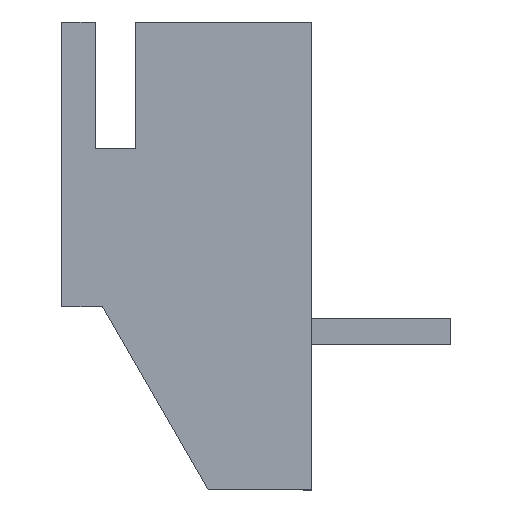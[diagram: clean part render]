
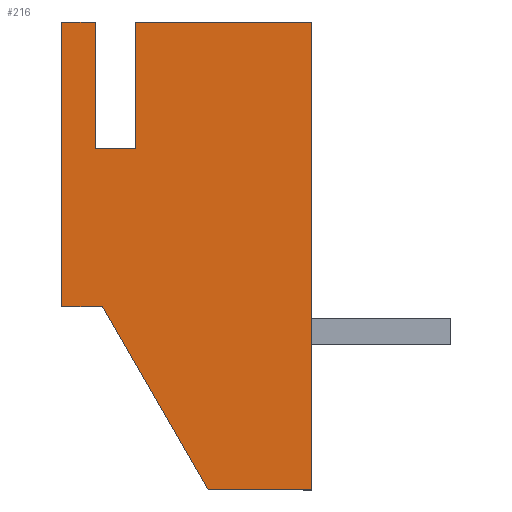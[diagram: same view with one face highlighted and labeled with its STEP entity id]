
A CAD part, left-side view. The second image highlights one B-rep face of the part: STEP entity #216.
In plain terms, the highlighted planar face has unit normal (-1, 0, 0).
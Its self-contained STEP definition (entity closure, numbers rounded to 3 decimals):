
#42 = EDGE_CURVE ( 'NONE', #2603, #93, #1403, .T. ) ;
#93 = VERTEX_POINT ( 'NONE', #1450 ) ;
#116 = EDGE_CURVE ( 'NONE', #2175, #137, #1477, .T. ) ;
#135 = EDGE_CURVE ( 'NONE', #137, #172, #1515, .T. ) ;
#137 = VERTEX_POINT ( 'NONE', #1570 ) ;
#157 = EDGE_CURVE ( 'NONE', #172, #2603, #1606, .T. ) ;
#162 = VERTEX_POINT ( 'NONE', #1596 ) ;
#168 = EDGE_LOOP ( 'NONE', ( #211, #202, #196, #207, #169, #175, #198, #195, #199, #208 ) ) ;
#169 = ORIENTED_EDGE ( 'NONE', *, *, #157, .T. ) ;
#172 = VERTEX_POINT ( 'NONE', #1588 ) ;
#175 = ORIENTED_EDGE ( 'NONE', *, *, #42, .T. ) ;
#183 = VERTEX_POINT ( 'NONE', #1634 ) ;
#195 = ORIENTED_EDGE ( 'NONE', *, *, #2240, .T. ) ;
#196 = ORIENTED_EDGE ( 'NONE', *, *, #116, .T. ) ;
#198 = ORIENTED_EDGE ( 'NONE', *, *, #2150, .T. ) ;
#199 = ORIENTED_EDGE ( 'NONE', *, *, #200, .T. ) ;
#200 = EDGE_CURVE ( 'NONE', #5767, #183, #1671, .T. ) ;
#201 = EDGE_CURVE ( 'NONE', #162, #2139, #1667, .T. ) ;
#202 = ORIENTED_EDGE ( 'NONE', *, *, #2176, .T. ) ;
#207 = ORIENTED_EDGE ( 'NONE', *, *, #135, .T. ) ;
#208 = ORIENTED_EDGE ( 'NONE', *, *, #209, .T. ) ;
#209 = EDGE_CURVE ( 'NONE', #183, #162, #1663, .T. ) ;
#211 = ORIENTED_EDGE ( 'NONE', *, *, #201, .T. ) ;
#216 = ADVANCED_FACE ( 'NONE', ( #1653 ), #1652, .F. ) ;
#1400 = DIRECTION ( 'NONE',  ( 0., 1., 0. ) ) ;
#1401 = VECTOR ( 'NONE', #1400, 1000. ) ;
#1402 = CARTESIAN_POINT ( 'NONE',  ( -12.45, 6.15, 5.75 ) ) ;
#1403 = LINE ( 'NONE', #1402, #1401 ) ;
#1450 = CARTESIAN_POINT ( 'NONE',  ( -12.45, 6.15, 5.75 ) ) ;
#1477 = LINE ( 'NONE', #1541, #1540 ) ;
#1512 = DIRECTION ( 'NONE',  ( 0., 1., 0. ) ) ;
#1513 = VECTOR ( 'NONE', #1512, 1000. ) ;
#1514 = CARTESIAN_POINT ( 'NONE',  ( -12.45, 5.325, 2.65 ) ) ;
#1515 = LINE ( 'NONE', #1514, #1513 ) ;
#1539 = DIRECTION ( 'NONE',  ( 0., 0., -1. ) ) ;
#1540 = VECTOR ( 'NONE', #1539, 1000. ) ;
#1541 = CARTESIAN_POINT ( 'NONE',  ( -12.45, 4.325, 2.65 ) ) ;
#1570 = CARTESIAN_POINT ( 'NONE',  ( -12.45, 4.325, 2.65 ) ) ;
#1588 = CARTESIAN_POINT ( 'NONE',  ( -12.45, 5.325, 2.65 ) ) ;
#1596 = CARTESIAN_POINT ( 'NONE',  ( -12.45, 0., -5.75 ) ) ;
#1603 = DIRECTION ( 'NONE',  ( 0., 0., 1. ) ) ;
#1604 = VECTOR ( 'NONE', #1603, 1000. ) ;
#1605 = CARTESIAN_POINT ( 'NONE',  ( -12.45, 5.325, 5.75 ) ) ;
#1606 = LINE ( 'NONE', #1605, #1604 ) ;
#1634 = CARTESIAN_POINT ( 'NONE',  ( -12.45, 2.552, -5.75 ) ) ;
#1648 = DIRECTION ( 'NONE',  ( 0., 1., 0. ) ) ;
#1649 = DIRECTION ( 'NONE',  ( 1., 0., 0. ) ) ;
#1650 = CARTESIAN_POINT ( 'NONE',  ( -12.45, 6.15, 5.75 ) ) ;
#1651 = AXIS2_PLACEMENT_3D ( 'NONE', #1650, #1649, #1648 ) ;
#1652 = PLANE ( 'NONE',  #1651 ) ;
#1653 = FACE_OUTER_BOUND ( 'NONE', #168, .T. ) ;
#1660 = DIRECTION ( 'NONE',  ( 0., -1., 0. ) ) ;
#1661 = VECTOR ( 'NONE', #1660, 1000. ) ;
#1662 = CARTESIAN_POINT ( 'NONE',  ( -12.45, 0., -5.75 ) ) ;
#1663 = LINE ( 'NONE', #1662, #1661 ) ;
#1664 = DIRECTION ( 'NONE',  ( 0., 0., 1. ) ) ;
#1665 = VECTOR ( 'NONE', #1664, 1000. ) ;
#1666 = CARTESIAN_POINT ( 'NONE',  ( -12.45, 0., 5.75 ) ) ;
#1667 = LINE ( 'NONE', #1666, #1665 ) ;
#1668 = DIRECTION ( 'NONE',  ( 0., -0.5, -0.866 ) ) ;
#1669 = VECTOR ( 'NONE', #1668, 1000. ) ;
#1670 = CARTESIAN_POINT ( 'NONE',  ( -12.45, 2.552, -5.75 ) ) ;
#1671 = LINE ( 'NONE', #1670, #1669 ) ;
#2139 = VERTEX_POINT ( 'NONE', #5303 ) ;
#2150 = EDGE_CURVE ( 'NONE', #93, #5775, #5295, .T. ) ;
#2175 = VERTEX_POINT ( 'NONE', #5361 ) ;
#2176 = EDGE_CURVE ( 'NONE', #2139, #2175, #5360, .T. ) ;
#2240 = EDGE_CURVE ( 'NONE', #5775, #5767, #5462, .T. ) ;
#2603 = VERTEX_POINT ( 'NONE', #5510 ) ;
#4979 = VECTOR ( 'NONE', #5221, 1000. ) ;
#5221 = DIRECTION ( 'NONE',  ( 0., -1., 0. ) ) ;
#5292 = DIRECTION ( 'NONE',  ( 0., 0., -1. ) ) ;
#5293 = VECTOR ( 'NONE', #5292, 1000. ) ;
#5294 = CARTESIAN_POINT ( 'NONE',  ( -12.45, 6.15, -1.25 ) ) ;
#5295 = LINE ( 'NONE', #5294, #5293 ) ;
#5303 = CARTESIAN_POINT ( 'NONE',  ( -12.45, 0., 5.75 ) ) ;
#5357 = DIRECTION ( 'NONE',  ( 0., 1., 0. ) ) ;
#5358 = VECTOR ( 'NONE', #5357, 1000. ) ;
#5359 = CARTESIAN_POINT ( 'NONE',  ( -12.45, 4.325, 5.75 ) ) ;
#5360 = LINE ( 'NONE', #5359, #5358 ) ;
#5361 = CARTESIAN_POINT ( 'NONE',  ( -12.45, 4.325, 5.75 ) ) ;
#5461 = CARTESIAN_POINT ( 'NONE',  ( -12.45, 6.15, -1.25 ) ) ;
#5462 = LINE ( 'NONE', #5461, #4979 ) ;
#5510 = CARTESIAN_POINT ( 'NONE',  ( -12.45, 5.325, 5.75 ) ) ;
#5565 = CARTESIAN_POINT ( 'NONE',  ( -12.45, 5.15, -1.25 ) ) ;
#5630 = CARTESIAN_POINT ( 'NONE',  ( -12.45, 6.15, -1.25 ) ) ;
#5767 = VERTEX_POINT ( 'NONE', #5565 ) ;
#5775 = VERTEX_POINT ( 'NONE', #5630 ) ;
